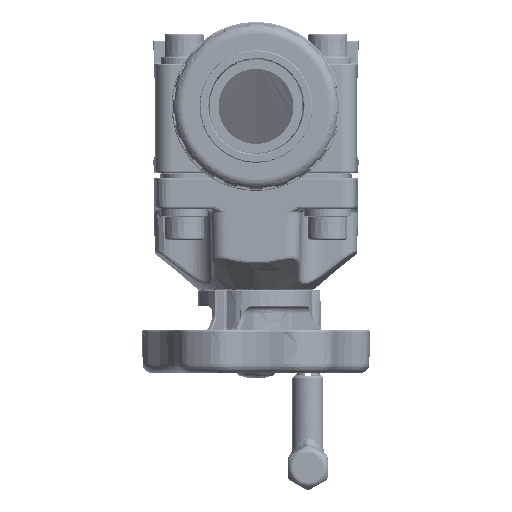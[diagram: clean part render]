
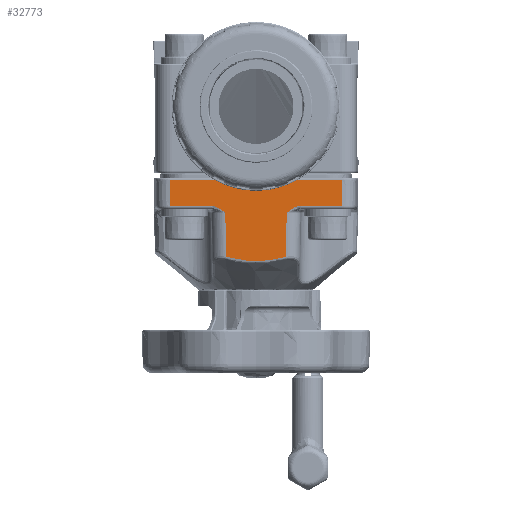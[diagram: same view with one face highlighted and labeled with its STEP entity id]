
A CAD part, left-side view. The second image highlights one B-rep face of the part: STEP entity #32773.
In plain terms, the highlighted planar face has unit normal (-1, 0, -0.018).
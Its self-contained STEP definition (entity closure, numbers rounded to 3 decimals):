
#840=ELLIPSE('',#125539,1.5,1.5);
#841=ELLIPSE('',#125540,1.5,1.5);
#6836=LINE('',#282861,#16845);
#6837=LINE('',#282870,#16846);
#6838=LINE('',#282871,#16847);
#6839=LINE('',#282873,#16848);
#6840=LINE('',#282882,#16849);
#6841=LINE('',#282891,#16850);
#6842=LINE('',#282900,#16851);
#6843=LINE('',#282902,#16852);
#6844=LINE('',#282904,#16853);
#6845=LINE('',#282906,#16854);
#6846=LINE('',#282910,#16855);
#16845=VECTOR('',#142651,1.);
#16846=VECTOR('',#142660,1.);
#16847=VECTOR('',#142661,1.);
#16848=VECTOR('',#142662,1.);
#16849=VECTOR('',#142663,1.);
#16850=VECTOR('',#142664,1.);
#16851=VECTOR('',#142665,1.);
#16852=VECTOR('',#142666,1.);
#16853=VECTOR('',#142667,1.);
#16854=VECTOR('',#142668,1.);
#16855=VECTOR('',#142671,1.);
#28741=B_SPLINE_CURVE_WITH_KNOTS('',3,(#282875,#282876,#282877,#282878,
#282879,#282880),.UNSPECIFIED.,.F.,.F.,(4,2,4),(0.,0.5,1.),
 .UNSPECIFIED.);
#28742=B_SPLINE_CURVE_WITH_KNOTS('',3,(#282884,#282885,#282886,#282887,
#282888,#282889),.UNSPECIFIED.,.F.,.F.,(4,2,4),(0.,0.5,1.),
 .UNSPECIFIED.);
#28743=B_SPLINE_CURVE_WITH_KNOTS('',3,(#282893,#282894,#282895,#282896,
#282897,#282898),.UNSPECIFIED.,.F.,.F.,(4,2,4),(0.,0.5,1.),
 .UNSPECIFIED.);
#32773=ADVANCED_FACE('',(#42901),#37137,.T.);
#37137=PLANE('',#125541);
#42901=FACE_OUTER_BOUND('',#50239,.T.);
#50239=EDGE_LOOP('',(#69697,#69698,#69699,#69700,#69701,#69702,#69703,#69704,
#69705,#69706,#69707,#69708,#69709,#69710,#69711,#69712));
#69697=ORIENTED_EDGE('',*,*,#107384,.T.);
#69698=ORIENTED_EDGE('',*,*,#107385,.T.);
#69699=ORIENTED_EDGE('',*,*,#107381,.T.);
#69700=ORIENTED_EDGE('',*,*,#107386,.T.);
#69701=ORIENTED_EDGE('',*,*,#107387,.T.);
#69702=ORIENTED_EDGE('',*,*,#107388,.T.);
#69703=ORIENTED_EDGE('',*,*,#107389,.T.);
#69704=ORIENTED_EDGE('',*,*,#107390,.T.);
#69705=ORIENTED_EDGE('',*,*,#107391,.T.);
#69706=ORIENTED_EDGE('',*,*,#107392,.T.);
#69707=ORIENTED_EDGE('',*,*,#107393,.T.);
#69708=ORIENTED_EDGE('',*,*,#107394,.T.);
#69709=ORIENTED_EDGE('',*,*,#107395,.T.);
#69710=ORIENTED_EDGE('',*,*,#107396,.T.);
#69711=ORIENTED_EDGE('',*,*,#107397,.T.);
#69712=ORIENTED_EDGE('',*,*,#107398,.T.);
#93335=VERTEX_POINT('',#282862);
#93336=VERTEX_POINT('',#282863);
#93337=VERTEX_POINT('',#282868);
#93338=VERTEX_POINT('',#282869);
#93339=VERTEX_POINT('',#282872);
#93340=VERTEX_POINT('',#282874);
#93341=VERTEX_POINT('',#282881);
#93342=VERTEX_POINT('',#282883);
#93343=VERTEX_POINT('',#282890);
#93344=VERTEX_POINT('',#282892);
#93345=VERTEX_POINT('',#282899);
#93346=VERTEX_POINT('',#282901);
#93347=VERTEX_POINT('',#282903);
#93348=VERTEX_POINT('',#282905);
#93349=VERTEX_POINT('',#282907);
#93350=VERTEX_POINT('',#282909);
#107381=EDGE_CURVE('',#93335,#93336,#6836,.T.);
#107384=EDGE_CURVE('',#93337,#93338,#840,.T.);
#107385=EDGE_CURVE('',#93338,#93335,#6837,.T.);
#107386=EDGE_CURVE('',#93336,#93339,#6838,.T.);
#107387=EDGE_CURVE('',#93339,#93340,#6839,.T.);
#107388=EDGE_CURVE('',#93340,#93341,#28741,.T.);
#107389=EDGE_CURVE('',#93341,#93342,#6840,.T.);
#107390=EDGE_CURVE('',#93342,#93343,#28742,.T.);
#107391=EDGE_CURVE('',#93343,#93344,#6841,.T.);
#107392=EDGE_CURVE('',#93344,#93345,#28743,.T.);
#107393=EDGE_CURVE('',#93345,#93346,#6842,.T.);
#107394=EDGE_CURVE('',#93346,#93347,#6843,.T.);
#107395=EDGE_CURVE('',#93347,#93348,#6844,.T.);
#107396=EDGE_CURVE('',#93348,#93349,#6845,.T.);
#107397=EDGE_CURVE('',#93349,#93350,#841,.T.);
#107398=EDGE_CURVE('',#93350,#93337,#6846,.T.);
#125539=AXIS2_PLACEMENT_3D('',#282867,#142658,#142659);
#125540=AXIS2_PLACEMENT_3D('',#282908,#142669,#142670);
#125541=AXIS2_PLACEMENT_3D('',#282911,#142672,#142673);
#142651=DIRECTION('',(0.,1.,0.));
#142658=DIRECTION('',(1.,0.,0.017));
#142659=DIRECTION('',(-0.017,0.,1.));
#142660=DIRECTION('',(-0.017,0.052,0.998));
#142661=DIRECTION('',(0.017,0.,-1.));
#142662=DIRECTION('',(0.,-1.,0.));
#142663=DIRECTION('',(0.017,-0.017,-1.));
#142664=DIRECTION('',(-0.017,-0.017,1.));
#142665=DIRECTION('',(0.,-1.,0.));
#142666=DIRECTION('',(-0.017,0.,1.));
#142667=DIRECTION('',(0.,1.,0.));
#142668=DIRECTION('',(0.017,0.052,-0.998));
#142669=DIRECTION('',(1.,0.,0.017));
#142670=DIRECTION('',(0.017,0.,-1.));
#142671=DIRECTION('',(0.,1.,0.));
#142672=DIRECTION('',(-1.,0.,-0.017));
#142673=DIRECTION('',(-0.017,0.,1.));
#282861=CARTESIAN_POINT('',(-39.129,36.532,61.751));
#282862=CARTESIAN_POINT('',(-39.129,10.637,61.751));
#282863=CARTESIAN_POINT('',(-39.129,36.532,61.751));
#282867=CARTESIAN_POINT('',(-39.101,9.051,60.151));
#282868=CARTESIAN_POINT('',(-39.075,9.051,58.651));
#282869=CARTESIAN_POINT('',(-39.1,10.549,60.073));
#282870=CARTESIAN_POINT('',(-39.128,10.636,61.725));
#282871=CARTESIAN_POINT('',(-39.138,36.532,62.26));
#282872=CARTESIAN_POINT('',(-38.933,36.532,50.53));
#282873=CARTESIAN_POINT('',(-38.933,13.07,50.53));
#282874=CARTESIAN_POINT('',(-38.933,19.005,50.53));
#282875=CARTESIAN_POINT('',(-38.933,19.005,50.53));
#282876=CARTESIAN_POINT('',(-38.933,17.863,50.53));
#282877=CARTESIAN_POINT('',(-38.926,16.771,50.127));
#282878=CARTESIAN_POINT('',(-38.907,14.812,49.017));
#282879=CARTESIAN_POINT('',(-38.894,13.92,48.297));
#282880=CARTESIAN_POINT('',(-38.881,13.045,47.582));
#282881=CARTESIAN_POINT('',(-38.881,13.045,47.582));
#282882=CARTESIAN_POINT('',(-39.134,13.297,62.027));
#282883=CARTESIAN_POINT('',(-38.555,12.719,28.903));
#282884=CARTESIAN_POINT('',(-38.555,12.719,28.903));
#282885=CARTESIAN_POINT('',(-38.536,8.552,27.768));
#282886=CARTESIAN_POINT('',(-38.524,4.335,27.126));
#282887=CARTESIAN_POINT('',(-38.524,-4.223,27.115));
#282888=CARTESIAN_POINT('',(-38.536,-8.543,27.765));
#282889=CARTESIAN_POINT('',(-38.555,-12.719,28.903));
#282890=CARTESIAN_POINT('',(-38.555,-12.719,28.903));
#282891=CARTESIAN_POINT('',(-39.134,-13.297,62.029));
#282892=CARTESIAN_POINT('',(-38.881,-13.045,47.582));
#282893=CARTESIAN_POINT('',(-38.881,-13.045,47.582));
#282894=CARTESIAN_POINT('',(-38.894,-13.92,48.297));
#282895=CARTESIAN_POINT('',(-38.907,-14.812,49.017));
#282896=CARTESIAN_POINT('',(-38.926,-16.771,50.127));
#282897=CARTESIAN_POINT('',(-38.933,-17.863,50.53));
#282898=CARTESIAN_POINT('',(-38.933,-19.005,50.53));
#282899=CARTESIAN_POINT('',(-38.933,-19.005,50.53));
#282900=CARTESIAN_POINT('',(-38.933,-36.532,50.53));
#282901=CARTESIAN_POINT('',(-38.933,-36.532,50.53));
#282902=CARTESIAN_POINT('',(-39.138,-36.532,62.26));
#282903=CARTESIAN_POINT('',(-39.129,-36.532,61.751));
#282904=CARTESIAN_POINT('',(-39.129,36.532,61.751));
#282905=CARTESIAN_POINT('',(-39.129,-10.637,61.751));
#282906=CARTESIAN_POINT('',(-39.1,-10.549,60.081));
#282907=CARTESIAN_POINT('',(-39.1,-10.549,60.073));
#282908=CARTESIAN_POINT('',(-39.101,-9.051,60.151));
#282909=CARTESIAN_POINT('',(-39.075,-9.051,58.651));
#282910=CARTESIAN_POINT('',(-39.075,9.051,58.651));
#282911=CARTESIAN_POINT('',(-39.138,-0.05,62.26));
